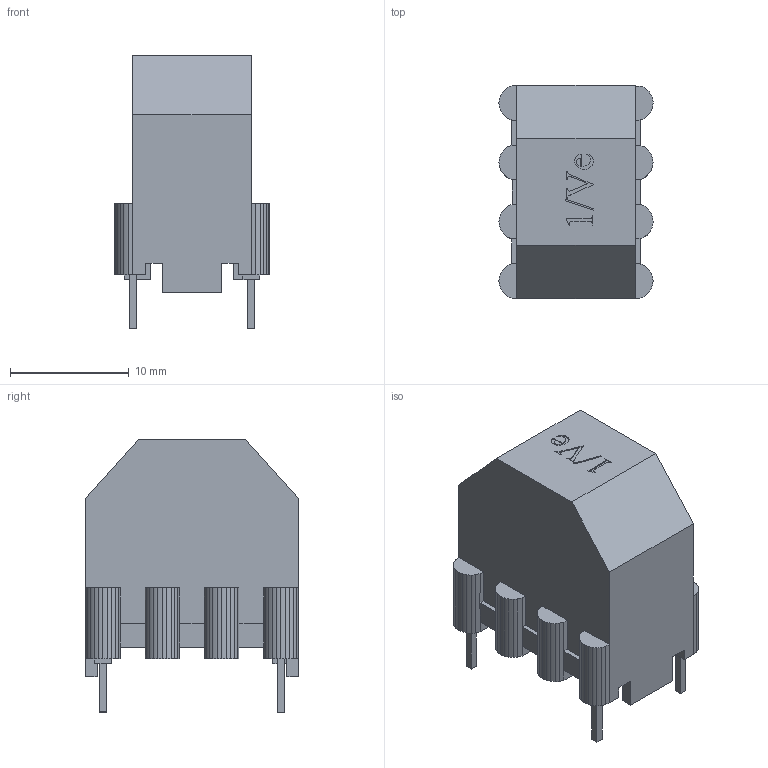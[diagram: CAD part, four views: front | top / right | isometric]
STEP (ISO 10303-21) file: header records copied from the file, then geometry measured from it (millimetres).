
FILE_DESCRIPTION(('FreeCAD Model'),'2;1');
FILE_NAME('X21Ve.stp', '2014-07-08T13:05:59',('FreeCAD'),('FreeCAD'), 'Open CASCADE STEP processor 6.3','FreeCAD','Unknown');
FILE_SCHEMA(('AUTOMOTIVE_DESIGN_CC2 { 1 2 10303 214 -1 1 5 4 }'));
Length unit declared in the file: millimetre
Products named in the file (6): X21Ve; X21Ve001; X21Ve002; X21Ve004; X21Ve003; X21Ve005
Bounding box: 13 x 18 x 23 mm (x, y, z)
Volume: 1469.7 mm3; surface area: 2872.5 mm2
Topology: 6 solids, 6 shells, 766 faces, 2202 edges, 1460 vertices
Faces by surface type: plane 545, cylinder 221
Entity records: 58387 total; most frequent: CARTESIAN_POINT 15705, DIRECTION 7547, LINE 4755, VECTOR 4755, ORIENTED_EDGE 4404, PCURVE 4404, DEFINITIONAL_REPRESENTATION 4404, EDGE_CURVE 2202
